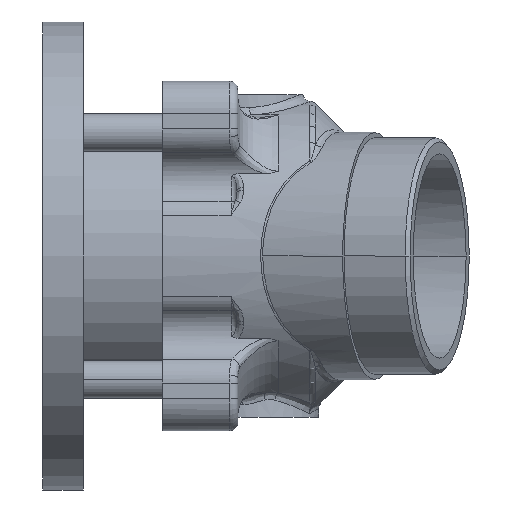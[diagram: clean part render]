
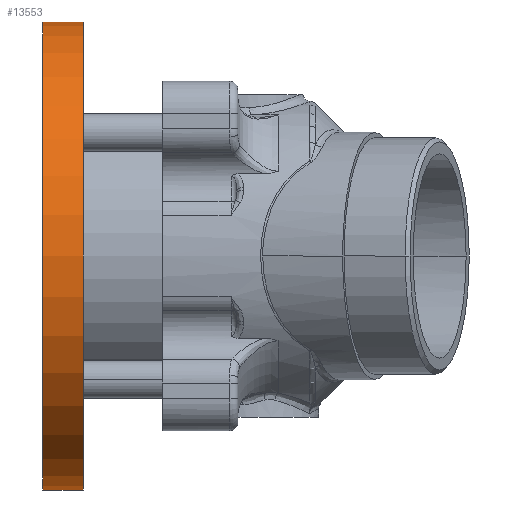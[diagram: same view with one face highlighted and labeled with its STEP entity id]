
A CAD part, front view. The second image highlights one B-rep face of the part: STEP entity #13553.
In plain terms, the highlighted cylindrical face has radius 87 mm (diameter 174 mm), a partial arc.
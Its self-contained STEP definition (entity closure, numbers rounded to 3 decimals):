
#6015 = AXIS2_PLACEMENT_3D ( 'NONE', #17764, #17765, #17766 ) ;
#6023 = AXIS2_PLACEMENT_3D ( 'NONE', #17773, #17781, #17782 ) ;
#6631 = VERTEX_POINT ( 'NONE', #14026 ) ;
#6730 = VERTEX_POINT ( 'NONE', #13925 ) ;
#6814 = VERTEX_POINT ( 'NONE', #13810 ) ;
#6817 = VERTEX_POINT ( 'NONE', #21051 ) ;
#13553 = ADVANCED_FACE ( 'NONE', ( #34094 ), #34281, .T. ) ;
#13810 = CARTESIAN_POINT ( 'NONE',  ( -49.5, 10., -87. ) ) ;
#13925 = CARTESIAN_POINT ( 'NONE',  ( -34.5, 10., -87. ) ) ;
#14026 = CARTESIAN_POINT ( 'NONE',  ( -34.5, 10., 87. ) ) ;
#17719 = CARTESIAN_POINT ( 'NONE',  ( -55.752, 10., 87. ) ) ;
#17720 = DIRECTION ( 'NONE',  ( -1., 0., 0. ) ) ;
#17764 = CARTESIAN_POINT ( 'NONE',  ( -34.5, 10., 0. ) ) ;
#17765 = DIRECTION ( 'NONE',  ( -1., 0., 0. ) ) ;
#17766 = DIRECTION ( 'NONE',  ( 0., 0., 1. ) ) ;
#17773 = CARTESIAN_POINT ( 'NONE',  ( -49.5, 10., 0. ) ) ;
#17781 = DIRECTION ( 'NONE',  ( -1., 0., 0. ) ) ;
#17782 = DIRECTION ( 'NONE',  ( 0., 0., 1. ) ) ;
#17905 = CARTESIAN_POINT ( 'NONE',  ( -55.752, 10., -87. ) ) ;
#17911 = DIRECTION ( 'NONE',  ( -1., 0., 0. ) ) ;
#19498 = DIRECTION ( 'NONE',  ( 0., 0., 1. ) ) ;
#19501 = DIRECTION ( 'NONE',  ( -1., 0., 0. ) ) ;
#19525 = CARTESIAN_POINT ( 'NONE',  ( -55.752, 10., 0. ) ) ;
#21051 = CARTESIAN_POINT ( 'NONE',  ( -49.5, 10., 87. ) ) ;
#21497 = LINE ( 'NONE', #17719, #21498 ) ;
#21498 = VECTOR ( 'NONE', #17720, 1000. ) ;
#21520 = CIRCLE ( 'NONE', #6015, 87. ) ;
#21525 = CIRCLE ( 'NONE', #6023, 87. ) ;
#21617 = VECTOR ( 'NONE', #17911, 1000. ) ;
#21626 = LINE ( 'NONE', #17905, #21617 ) ;
#22391 = EDGE_LOOP ( 'NONE', ( #25152, #25182, #25181, #25458 ) ) ;
#23726 = AXIS2_PLACEMENT_3D ( 'NONE', #19525, #19501, #19498 ) ;
#25152 = ORIENTED_EDGE ( 'NONE', *, *, #31073, .F. ) ;
#25181 = ORIENTED_EDGE ( 'NONE', *, *, #31006, .T. ) ;
#25182 = ORIENTED_EDGE ( 'NONE', *, *, #31023, .T. ) ;
#25458 = ORIENTED_EDGE ( 'NONE', *, *, #31028, .F. ) ;
#31006 = EDGE_CURVE ( 'NONE', #6631, #6817, #21497, .T. ) ;
#31023 = EDGE_CURVE ( 'NONE', #6730, #6631, #21520, .T. ) ;
#31028 = EDGE_CURVE ( 'NONE', #6814, #6817, #21525, .T. ) ;
#31073 = EDGE_CURVE ( 'NONE', #6730, #6814, #21626, .T. ) ;
#34094 = FACE_OUTER_BOUND ( 'NONE', #22391, .T. ) ;
#34281 = CYLINDRICAL_SURFACE ( 'NONE', #23726, 87. ) ;
